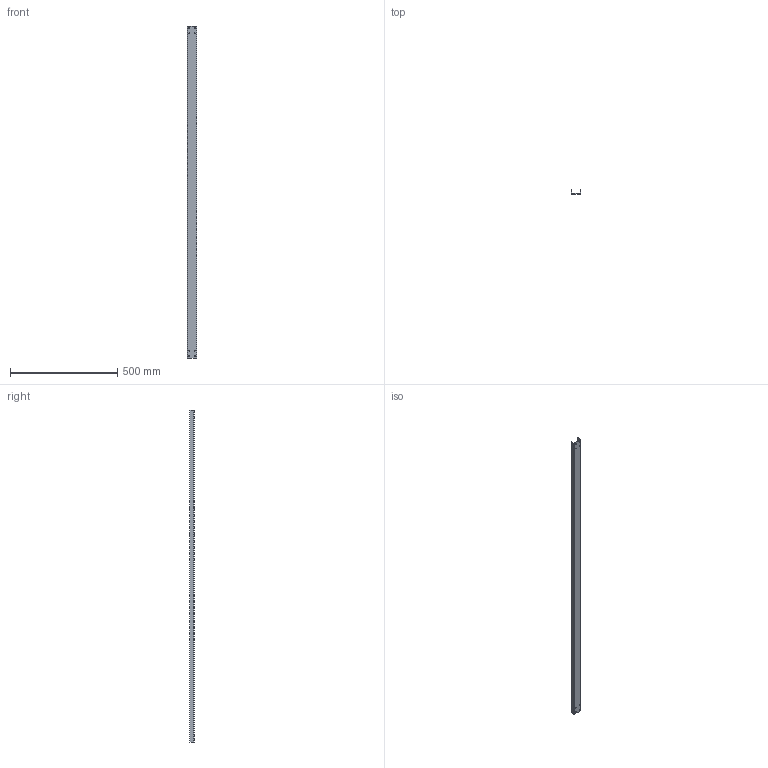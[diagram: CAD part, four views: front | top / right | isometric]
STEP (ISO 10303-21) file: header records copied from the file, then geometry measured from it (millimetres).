
FILE_DESCRIPTION(/* description */ ('Alibre Inc.'),/* implementation_level */ '2;1');
FILE_NAME(/* name */ 'export-DD6A556B-589E-4BAF-87EC-21B4AE114379',/* time_stamp */ '2022-03-28T22:10:21+03:00',/* author */ (''),/* organization */ (''),/* preprocessor_version */ 'ST-DEVELOPER v17',/* originating_system */ 'Alibre',/* authorisation */ '');
FILE_SCHEMA (('CONFIG_CONTROL_DESIGN'));
Length unit declared in the file: millimetre
Bounding box: 45 x 20 x 1546.32 mm (x, y, z)
Volume: 244972.7 mm3; surface area: 251686.2 mm2
Topology: 1 solids, 1 shells, 22 faces, 60 edges, 40 vertices
Faces by surface type: cylinder 12, plane 10
Full cylindrical faces by diameter (mm): 4.2 x8
Entity records: 775 total; most frequent: CARTESIAN_POINT 114, DIRECTION 110, ORIENTED_EDGE 104, EDGE_CURVE 52, EDGE_LOOP 46, FACE_BOUND 46, AXIS2_PLACEMENT_3D 46, VERTEX_POINT 40
